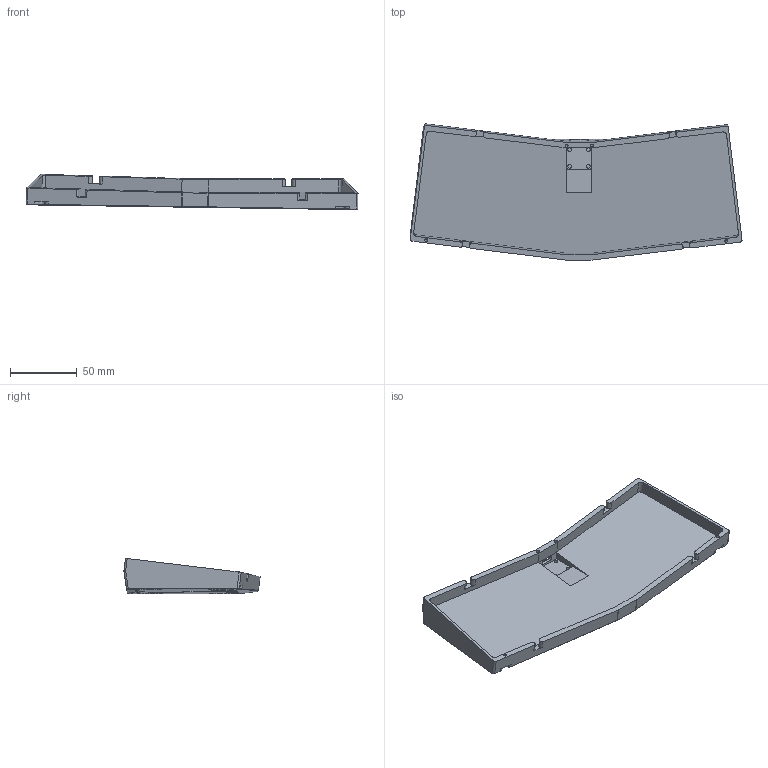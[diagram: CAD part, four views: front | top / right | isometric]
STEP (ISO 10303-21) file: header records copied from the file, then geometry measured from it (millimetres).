
FILE_DESCRIPTION(/* description */ (''),/* implementation_level */ '2;1');
FILE_NAME(/* name */ 'la lettre et la cuillere - bottom.step',/* time_stamp */ '2024-02-02T22:38:28-05:00',/* author */ (''),/* organization */ (''),/* preprocessor_version */ 'ST-DEVELOPER v20',/* originating_system */ 'Autodesk Translation Framework v12.14.0.127',/* authorisation */ '');
FILE_SCHEMA (('AUTOMOTIVE_DESIGN { 1 0 10303 214 3 1 1 }'));
Length unit declared in the file: millimetre
Products named in the file (2): la lettre; Bottom
Assembly tree (1 placements, depth 2):
  la lettre
    Bottom
Bounding box: 249.01 x 102.09 x 26.46 mm (x, y, z)
Volume: 162986.1 mm3; surface area: 60915.3 mm2
Topology: 1 solids, 5 shells, 555 faces, 1541 edges, 1019 vertices
Faces by surface type: bspline 260, plane 221, cylinder 72, sphere 2
Full cylindrical faces by diameter (mm): 2.2 x4, 2.8 x4, 4 x2, 18.5 x4
Entity records: 18825 total; most frequent: CARTESIAN_POINT 6526, ORIENTED_EDGE 3082, DIRECTION 1933, EDGE_CURVE 1541, VERTEX_POINT 1019, LINE 889, VECTOR 889, EDGE_LOOP 588
